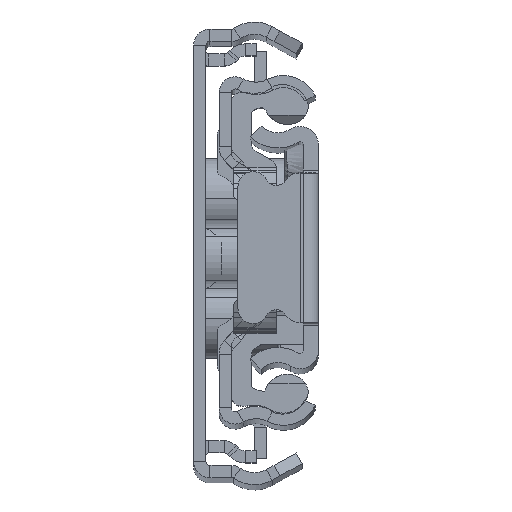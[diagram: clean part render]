
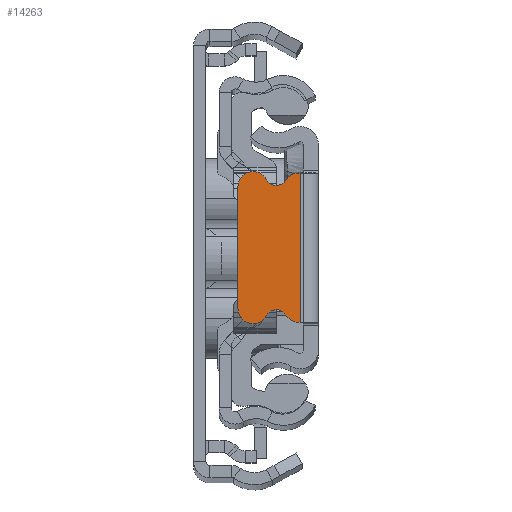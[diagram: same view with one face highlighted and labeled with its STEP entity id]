
A CAD part, top view. The second image highlights one B-rep face of the part: STEP entity #14263.
In plain terms, the highlighted planar face has unit normal (0, 0, 1).
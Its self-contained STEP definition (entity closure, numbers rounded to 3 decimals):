
#12 = VECTOR ( 'NONE', #7291, 1000. ) ;
#522 = LINE ( 'NONE', #18158, #10176 ) ;
#873 = DIRECTION ( 'NONE',  ( 0., 0., 1. ) ) ;
#1292 = CIRCLE ( 'NONE', #15382, 1.5 ) ;
#1295 = DIRECTION ( 'NONE',  ( 0., 0., -1. ) ) ;
#1541 = DIRECTION ( 'NONE',  ( 1., 0., 0. ) ) ;
#1857 = CARTESIAN_POINT ( 'NONE',  ( -1.929, 7.37, 0. ) ) ;
#1900 = DIRECTION ( 'NONE',  ( 0., -1., 0. ) ) ;
#2068 = CIRCLE ( 'NONE', #8515, 1.1 ) ;
#2140 = DIRECTION ( 'NONE',  ( 0., 0., -1. ) ) ;
#2273 = DIRECTION ( 'NONE',  ( 0., 0., 1. ) ) ;
#2398 = VECTOR ( 'NONE', #1900, 1000. ) ;
#2517 = CARTESIAN_POINT ( 'NONE',  ( 294.071, 0., 0. ) ) ;
#3363 = VERTEX_POINT ( 'NONE', #10278 ) ;
#3742 = VERTEX_POINT ( 'NONE', #19818 ) ;
#3848 = CARTESIAN_POINT ( 'NONE',  ( -1.929, -7.37, 0. ) ) ;
#4183 = VERTEX_POINT ( 'NONE', #14461 ) ;
#4244 = ORIENTED_EDGE ( 'NONE', *, *, #16959, .T. ) ;
#4357 = AXIS2_PLACEMENT_3D ( 'NONE', #8047, #6157, #23364 ) ;
#4455 = ORIENTED_EDGE ( 'NONE', *, *, #23067, .T. ) ;
#4491 = EDGE_CURVE ( 'NONE', #7680, #4183, #20920, .T. ) ;
#4837 = CIRCLE ( 'NONE', #15649, 1.1 ) ;
#4888 = DIRECTION ( 'NONE',  ( 0., 0., 1. ) ) ;
#5155 = LINE ( 'NONE', #18487, #12 ) ;
#5901 = LINE ( 'NONE', #1857, #7256 ) ;
#6085 = CIRCLE ( 'NONE', #23333, 1.5 ) ;
#6157 = DIRECTION ( 'NONE',  ( 0., 0., 1. ) ) ;
#6290 = CARTESIAN_POINT ( 'NONE',  ( -4.142, -7.236, 0. ) ) ;
#6387 = CIRCLE ( 'NONE', #16462, 1.5 ) ;
#6666 = EDGE_CURVE ( 'NONE', #3363, #12185, #6387, .T. ) ;
#7256 = VECTOR ( 'NONE', #7792, 1000. ) ;
#7291 = DIRECTION ( 'NONE',  ( 0., -1., 0. ) ) ;
#7590 = EDGE_CURVE ( 'NONE', #11399, #21772, #5155, .T. ) ;
#7680 = VERTEX_POINT ( 'NONE', #16350 ) ;
#7702 = CARTESIAN_POINT ( 'NONE',  ( -1.75, -7.37, 0. ) ) ;
#7792 = DIRECTION ( 'NONE',  ( 1., 0., 0. ) ) ;
#8047 = CARTESIAN_POINT ( 'NONE',  ( -6.429, -6., 0. ) ) ;
#8323 = CARTESIAN_POINT ( 'NONE',  ( -1.929, 5.87, 0. ) ) ;
#8396 = DIRECTION ( 'NONE',  ( -1., 0., 0. ) ) ;
#8515 = AXIS2_PLACEMENT_3D ( 'NONE', #10875, #1295, #1541 ) ;
#8763 = ORIENTED_EDGE ( 'NONE', *, *, #4491, .T. ) ;
#9091 = ORIENTED_EDGE ( 'NONE', *, *, #14682, .T. ) ;
#9767 = CARTESIAN_POINT ( 'NONE',  ( -5.109, 6.713, 0. ) ) ;
#10176 = VECTOR ( 'NONE', #19786, 1000. ) ;
#10278 = CARTESIAN_POINT ( 'NONE',  ( -3.206, -6.658, 0. ) ) ;
#10875 = CARTESIAN_POINT ( 'NONE',  ( -4.142, 7.236, 0. ) ) ;
#11399 = VERTEX_POINT ( 'NONE', #13003 ) ;
#12091 = DIRECTION ( 'NONE',  ( -1., 0., 0. ) ) ;
#12185 = VERTEX_POINT ( 'NONE', #3848 ) ;
#12340 = PLANE ( 'NONE',  #23203 ) ;
#12555 = VERTEX_POINT ( 'NONE', #22946 ) ;
#12691 = ORIENTED_EDGE ( 'NONE', *, *, #6666, .T. ) ;
#13003 = CARTESIAN_POINT ( 'NONE',  ( -1.75, 7.37, 0. ) ) ;
#13334 = VERTEX_POINT ( 'NONE', #18374 ) ;
#13744 = DIRECTION ( 'NONE',  ( -1., 0., 0. ) ) ;
#14263 = ADVANCED_FACE ( 'NONE', ( #20009 ), #12340, .T. ) ;
#14461 = CARTESIAN_POINT ( 'NONE',  ( -7.929, -6., 0. ) ) ;
#14682 = EDGE_CURVE ( 'NONE', #4183, #12555, #24841, .T. ) ;
#14895 = DIRECTION ( 'NONE',  ( 0., 0., 1. ) ) ;
#15382 = AXIS2_PLACEMENT_3D ( 'NONE', #23463, #4888, #8396 ) ;
#15649 = AXIS2_PLACEMENT_3D ( 'NONE', #6290, #2140, #12091 ) ;
#16350 = CARTESIAN_POINT ( 'NONE',  ( -7.929, 6., 0. ) ) ;
#16462 = AXIS2_PLACEMENT_3D ( 'NONE', #22560, #14895, #16545 ) ;
#16515 = EDGE_CURVE ( 'NONE', #16768, #7680, #1292, .T. ) ;
#16545 = DIRECTION ( 'NONE',  ( 1., 0., 0. ) ) ;
#16768 = VERTEX_POINT ( 'NONE', #9767 ) ;
#16959 = EDGE_CURVE ( 'NONE', #13334, #16768, #2068, .T. ) ;
#17397 = CARTESIAN_POINT ( 'NONE',  ( -7.929, -6., 0. ) ) ;
#18158 = CARTESIAN_POINT ( 'NONE',  ( -1.929, -7.37, 0. ) ) ;
#18374 = CARTESIAN_POINT ( 'NONE',  ( -3.206, 6.658, 0. ) ) ;
#18487 = CARTESIAN_POINT ( 'NONE',  ( -1.75, 0., 0. ) ) ;
#18551 = EDGE_CURVE ( 'NONE', #21772, #12185, #522, .T. ) ;
#19077 = ORIENTED_EDGE ( 'NONE', *, *, #7590, .F. ) ;
#19179 = ORIENTED_EDGE ( 'NONE', *, *, #22309, .F. ) ;
#19769 = DIRECTION ( 'NONE',  ( 1., 0., 0. ) ) ;
#19786 = DIRECTION ( 'NONE',  ( -1., 0., 0. ) ) ;
#19818 = CARTESIAN_POINT ( 'NONE',  ( -1.929, 7.37, 0. ) ) ;
#20009 = FACE_OUTER_BOUND ( 'NONE', #23926, .T. ) ;
#20920 = LINE ( 'NONE', #17397, #2398 ) ;
#21772 = VERTEX_POINT ( 'NONE', #7702 ) ;
#21822 = EDGE_CURVE ( 'NONE', #12555, #3363, #4837, .T. ) ;
#22309 = EDGE_CURVE ( 'NONE', #3742, #11399, #5901, .T. ) ;
#22459 = ORIENTED_EDGE ( 'NONE', *, *, #16515, .T. ) ;
#22560 = CARTESIAN_POINT ( 'NONE',  ( -1.929, -5.87, 0. ) ) ;
#22820 = ORIENTED_EDGE ( 'NONE', *, *, #18551, .F. ) ;
#22946 = CARTESIAN_POINT ( 'NONE',  ( -5.109, -6.713, 0. ) ) ;
#23067 = EDGE_CURVE ( 'NONE', #3742, #13334, #6085, .T. ) ;
#23203 = AXIS2_PLACEMENT_3D ( 'NONE', #2517, #873, #19769 ) ;
#23333 = AXIS2_PLACEMENT_3D ( 'NONE', #8323, #2273, #13744 ) ;
#23364 = DIRECTION ( 'NONE',  ( 1., 0., 0. ) ) ;
#23463 = CARTESIAN_POINT ( 'NONE',  ( -6.429, 6., 0. ) ) ;
#23479 = ORIENTED_EDGE ( 'NONE', *, *, #21822, .T. ) ;
#23926 = EDGE_LOOP ( 'NONE', ( #19077, #19179, #4455, #4244, #22459, #8763, #9091, #23479, #12691, #22820 ) ) ;
#24841 = CIRCLE ( 'NONE', #4357, 1.5 ) ;
